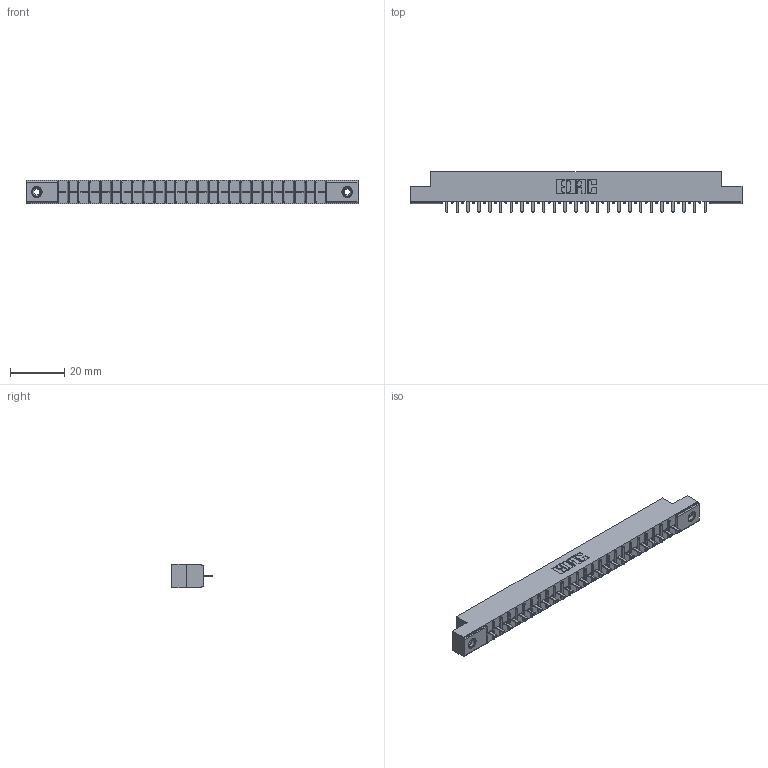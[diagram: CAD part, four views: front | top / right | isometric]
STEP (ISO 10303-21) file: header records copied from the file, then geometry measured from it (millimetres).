
FILE_DESCRIPTION (( 'STEP AP203' ), '1' );
FILE_NAME ('306-025-421-108.STEP', '2020-09-21T22:54:19', ( '' ), ( '' ), 'SwSTEP 2.0', 'SolidWorks 2020', '' );
FILE_SCHEMA (( 'CONFIG_CONTROL_DESIGN' ));
Length unit declared in the file: inch
Products named in the file (4): 306-290-001_121; 306 Part_.156 Dia; 306-025-421-108; 345-250-001_345-250-003-102
Assembly tree (28 placements, depth 2):
  306-025-421-108
    306 Part_.156 Dia
    306-290-001_121  x25
    345-250-001_345-250-003-102  x2
Bounding box: 122.07 x 14.88 x 8.71 mm (x, y, z)
Volume: 8319.4 mm3; surface area: 12255.1 mm2
Topology: 28 solids, 28 shells, 1926 faces, 5377 edges, 3442 vertices
Faces by surface type: plane 1275, cylinder 535, sphere 100, cone 12, torus 4
Entity records: 26657 total; most frequent: CARTESIAN_POINT 4453, ORIENTED_EDGE 4406, DIRECTION 4401, EDGE_CURVE 2203, VECTOR 1713, LINE 1713, VERTEX_POINT 1396, AXIS2_PLACEMENT_3D 1344
